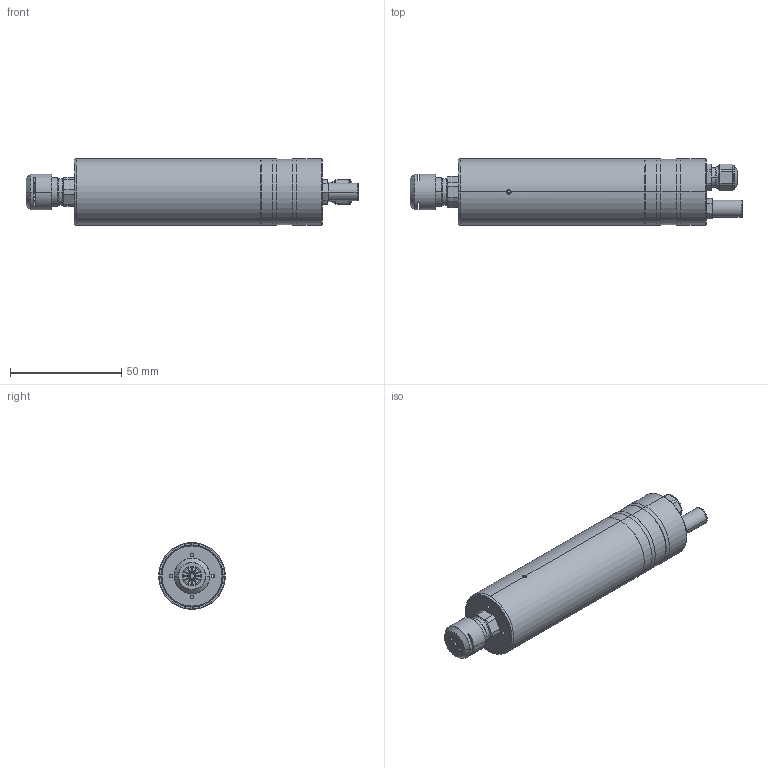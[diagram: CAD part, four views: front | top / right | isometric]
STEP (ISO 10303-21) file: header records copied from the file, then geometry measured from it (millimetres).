
FILE_DESCRIPTION (( 'STEP AP203' ), '1' );
FILE_NAME ('030S080-00-.STEP', '2012-11-27T09:00:22', ( '' ), ( '' ), 'SwSTEP 2.0', 'SolidWorks 2012', '' );
FILE_SCHEMA (( 'CONFIG_CONTROL_DESIGN' ));
Length unit declared in the file: millimetre
Products named in the file (1): 030S080-00-
Bounding box: 149.19 x 30 x 30 mm (x, y, z)
Surface area: 18350.6 mm2 (no closed solid volume)
Topology: 0 solids, 15 shells, 262 faces, 882 edges, 636 vertices
Faces by surface type: plane 115, cylinder 97, cone 32, torus 18
Entity records: 9918 total; most frequent: CARTESIAN_POINT 2206, DIRECTION 1654, ORIENTED_EDGE 1401, EDGE_CURVE 882, VERTEX_POINT 636, AXIS2_PLACEMENT_3D 596, LINE 462, VECTOR 462
